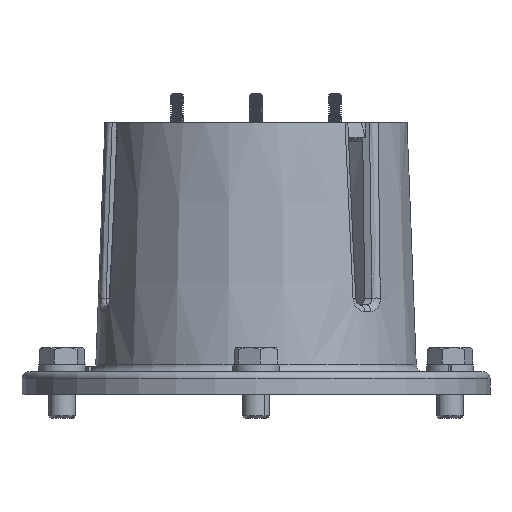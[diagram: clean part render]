
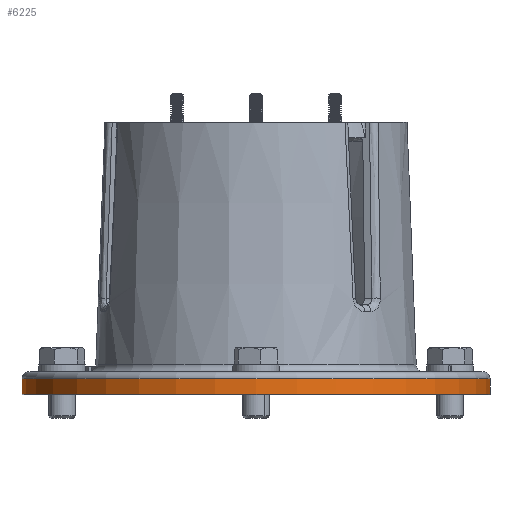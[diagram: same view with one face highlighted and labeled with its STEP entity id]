
A CAD part, left-side view. The second image highlights one B-rep face of the part: STEP entity #6225.
In plain terms, the highlighted cylindrical face has radius 111.125 mm (diameter 222.25 mm), a partial arc.
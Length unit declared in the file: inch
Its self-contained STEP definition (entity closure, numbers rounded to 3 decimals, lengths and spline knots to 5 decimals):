
#2596 = AXIS2_PLACEMENT_3D ( 'NONE', #7570, #7954, #12226 ) ;
#2757 = EDGE_CURVE ( 'NONE', #31176, #22594, #49671, .T. ) ;
#2919 = VERTEX_POINT ( 'NONE', #56109 ) ;
#4524 = CIRCLE ( 'NONE', #18456, 4.375 ) ;
#5525 = AXIS2_PLACEMENT_3D ( 'NONE', #46054, #19311, #50551 ) ;
#6225 = ADVANCED_FACE ( 'NONE', ( #42446 ), #18713, .T. ) ;
#7570 = CARTESIAN_POINT ( 'NONE',  ( 0., 0., 0.035 ) ) ;
#7954 = DIRECTION ( 'NONE',  ( 0., 0., -1. ) ) ;
#11845 = ORIENTED_EDGE ( 'NONE', *, *, #2757, .T. ) ;
#12226 = DIRECTION ( 'NONE',  ( 0., 1., 0. ) ) ;
#16243 = EDGE_CURVE ( 'NONE', #46871, #22594, #44933, .T. ) ;
#17102 = LINE ( 'NONE', #28803, #28906 ) ;
#18456 = AXIS2_PLACEMENT_3D ( 'NONE', #22490, #53676, #26956 ) ;
#18713 = CYLINDRICAL_SURFACE ( 'NONE', #2596, 4.375 ) ;
#19311 = DIRECTION ( 'NONE',  ( 0., 0., 1. ) ) ;
#21026 = DIRECTION ( 'NONE',  ( 0., 0., -1. ) ) ;
#22490 = CARTESIAN_POINT ( 'NONE',  ( 0., 0., 0.21 ) ) ;
#22594 = VERTEX_POINT ( 'NONE', #36367 ) ;
#26956 = DIRECTION ( 'NONE',  ( 0., 1., 0. ) ) ;
#28803 = CARTESIAN_POINT ( 'NONE',  ( 0., 4.375, 0.035 ) ) ;
#28906 = VECTOR ( 'NONE', #46617, 39.37008 ) ;
#29204 = CARTESIAN_POINT ( 'NONE',  ( 0., 4.375, -0.085 ) ) ;
#31176 = VERTEX_POINT ( 'NONE', #29204 ) ;
#31720 = EDGE_CURVE ( 'NONE', #46871, #2919, #4524, .T. ) ;
#33060 = VECTOR ( 'NONE', #21026, 39.37008 ) ;
#34267 = CARTESIAN_POINT ( 'NONE',  ( 0., -4.375, 0.035 ) ) ;
#36367 = CARTESIAN_POINT ( 'NONE',  ( 0., -4.375, -0.085 ) ) ;
#42446 = FACE_OUTER_BOUND ( 'NONE', #55343, .T. ) ;
#42640 = ORIENTED_EDGE ( 'NONE', *, *, #31720, .T. ) ;
#43404 = CARTESIAN_POINT ( 'NONE',  ( 0., -4.375, 0.21 ) ) ;
#44933 = LINE ( 'NONE', #34267, #33060 ) ;
#45666 = ORIENTED_EDGE ( 'NONE', *, *, #47928, .T. ) ;
#46054 = CARTESIAN_POINT ( 'NONE',  ( 0., 0., -0.085 ) ) ;
#46617 = DIRECTION ( 'NONE',  ( 0., 0., -1. ) ) ;
#46871 = VERTEX_POINT ( 'NONE', #43404 ) ;
#47928 = EDGE_CURVE ( 'NONE', #2919, #31176, #17102, .T. ) ;
#49671 = CIRCLE ( 'NONE', #5525, 4.375 ) ;
#50551 = DIRECTION ( 'NONE',  ( 0., -1., 0. ) ) ;
#53676 = DIRECTION ( 'NONE',  ( 0., 0., -1. ) ) ;
#55343 = EDGE_LOOP ( 'NONE', ( #56589, #42640, #45666, #11845 ) ) ;
#56109 = CARTESIAN_POINT ( 'NONE',  ( 0., 4.375, 0.21 ) ) ;
#56589 = ORIENTED_EDGE ( 'NONE', *, *, #16243, .F. ) ;
